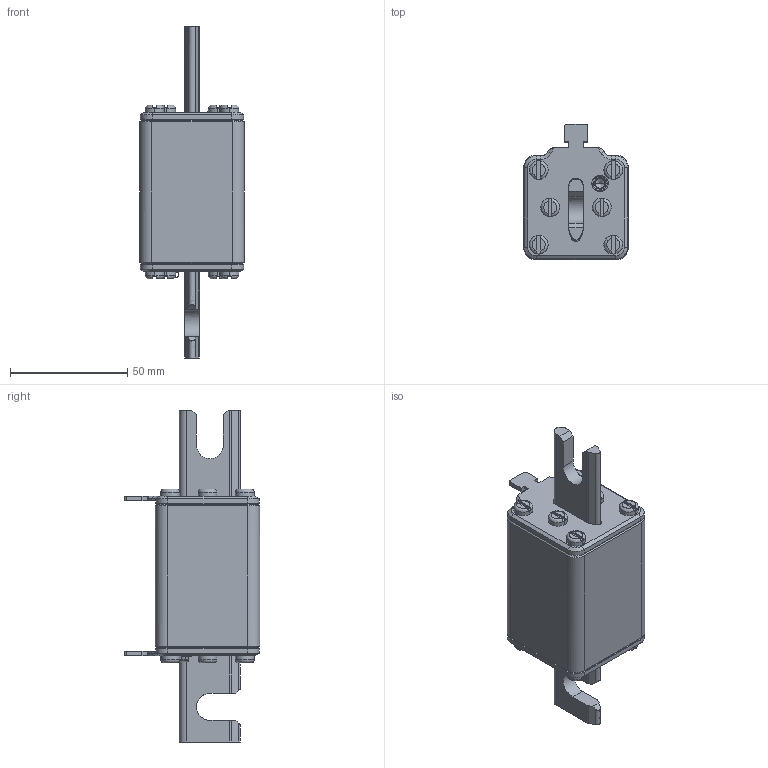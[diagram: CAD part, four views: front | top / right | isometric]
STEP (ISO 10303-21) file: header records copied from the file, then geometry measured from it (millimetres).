
FILE_DESCRIPTION((''),'2;1');
FILE_NAME('NHS1_110_UQ.stp','2025-07-28T12:09:21',('User'),( 'SDRC'),'I-DEAS Master Series 9','UNIX','Yes');
FILE_SCHEMA(('CONFIG_CONTROL_DESIGN', 'GEOMETRIC_VALIDATION_PROPERTIES_MIM','SHAPE_APPEARANCE_LAYER_MIM'));
Length unit declared in the file: millimetre
Assembly tree (26 placements, depth 0):
Bounding box: 44.5 x 57.75 x 141.6 mm (x, y, z)
Volume: 86207.6 mm3; surface area: 46946.8 mm2
Topology: 22 solids, 28 shells, 680 faces, 1664 edges, 1046 vertices
Faces by surface type: bspline 680
Entity records: 15411 total; most frequent: CARTESIAN_POINT 7986, ORIENTED_EDGE 1682, EDGE_CURVE 845, VERTEX_POINT 538, QUASI_UNIFORM_CURVE 495, EDGE_LOOP 375, FACE_OUTER_BOUND 329, ADVANCED_FACE 329
